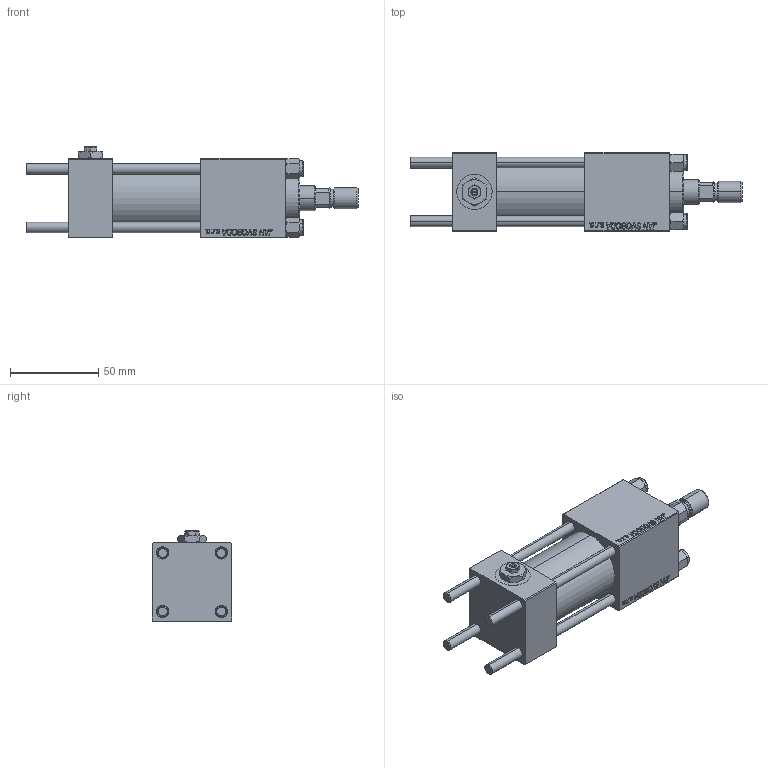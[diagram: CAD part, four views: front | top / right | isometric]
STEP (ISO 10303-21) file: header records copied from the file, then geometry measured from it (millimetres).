
FILE_DESCRIPTION (( 'STEP AP203' ), '1' );
FILE_NAME ('7933.STEP', '2023-08-22T16:15:51', ( '' ), ( '' ), 'SwSTEP 2.0', 'SolidWorks 2019', '' );
FILE_SCHEMA (( 'CONFIG_CONTROL_DESIGN' ));
Length unit declared in the file: millimetre
Products named in the file (8): V215_VC_A 017bd4e1cd2919a3a8bbea717dec18d3; ROD_END_AH 017bd4e1cd2919a3a8bbea717dec18d3; Zatka_pro_OIL_PORT 017bd4e1cd2919a3a8bbea717dec18d3; V215CR_BODY_A 017bd4e1cd2919a3a8bbea717dec18d3; CR025_012_A_0_G_A_G_M_020_+#_##_TYCINKA 017bd4e1cd2919a3a8bbea717dec18d3; 7933; NUT_M5 017bd4e1cd2919a3a8bbea717dec18d3; V215CR_VCP 017bd4e1cd2919a3a8bbea717dec18d3
Assembly tree (13 placements, depth 2):
  7933
    V215CR_BODY_A 017bd4e1cd2919a3a8bbea717dec18d3
    CR025_012_A_0_G_A_G_M_020_+#_##_TYCINKA 017bd4e1cd2919a3a8bbea717dec18d3  x4
    NUT_M5 017bd4e1cd2919a3a8bbea717dec18d3  x4
    V215CR_VCP 017bd4e1cd2919a3a8bbea717dec18d3
    V215_VC_A 017bd4e1cd2919a3a8bbea717dec18d3
    ROD_END_AH 017bd4e1cd2919a3a8bbea717dec18d3
    Zatka_pro_OIL_PORT 017bd4e1cd2919a3a8bbea717dec18d3
Bounding box: 188 x 45 x 52 mm (x, y, z)
Volume: 199191.2 mm3; surface area: 74743.6 mm2
Topology: 13 solids, 13 shells, 1198 faces, 3002 edges, 1941 vertices
Faces by surface type: plane 546, bspline 392, cone 162, cylinder 88, torus 10
Entity records: 52073 total; most frequent: CARTESIAN_POINT 27609, ORIENTED_EDGE 5496, DIRECTION 3522, EDGE_CURVE 2748, VERTEX_POINT 1797, LINE 1636, VECTOR 1636, EDGE_LOOP 1211
